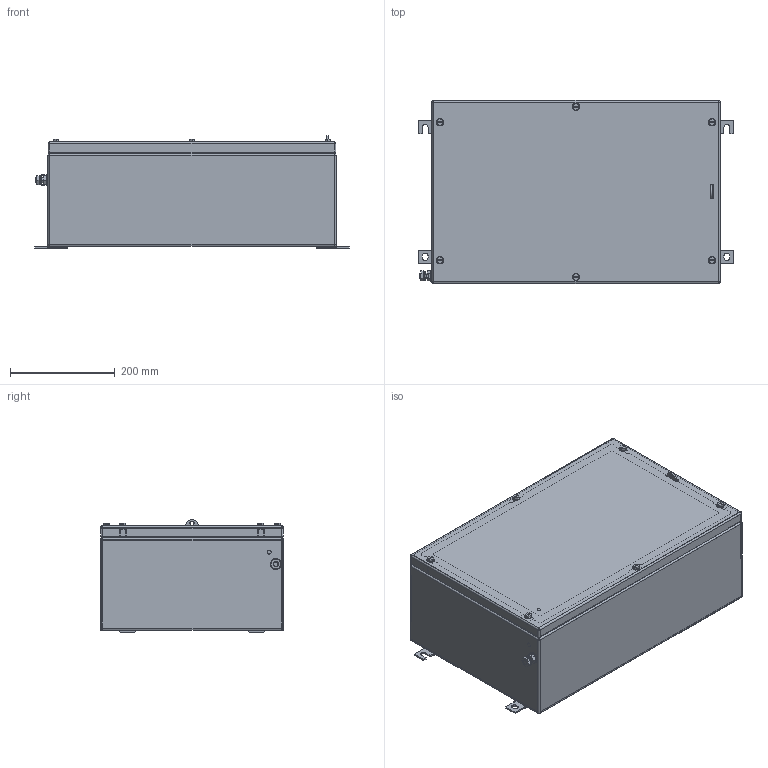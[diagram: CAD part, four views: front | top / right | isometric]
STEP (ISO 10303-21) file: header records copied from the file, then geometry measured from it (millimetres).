
FILE_DESCRIPTION(('CATIA V5 STEP Exchange','CAx-IF Rec.Pracs.--- Model Styling and Organization---1.4--- 2014-01-23'),'2;1');
FILE_NAME ('1157660-13_0_2698040000_2698040000.stp','2019-09-25T08:26:39+00:00',('none'),('Weidmueller'),'CATIA Version 5-6 Release 2016 SP3 HF44','CATIA V5 STEP AP214','none');
FILE_SCHEMA(('AUTOMOTIVE_DESIGN { 1 0 10303 214 1 1 1 1 }'));
Length unit declared in the file: millimetre
Products named in the file (1): 2698040000
Bounding box: 601 x 350 x 214.8 mm (x, y, z)
Volume: 1381981.7 mm3; surface area: 1738820.9 mm2
Topology: 44 solids, 44 shells, 1063 faces, 2630 edges, 1668 vertices
Faces by surface type: plane 626, cylinder 349, cone 44, sphere 24, torus 20
Entity records: 29309 total; most frequent: ORIENTED_EDGE 5188, CARTESIAN_POINT 5183, DIRECTION 4238, EDGE_CURVE 2594, VECTOR 1833, LINE 1833, VERTEX_POINT 1668, AXIS2_PLACEMENT_3D 1577
